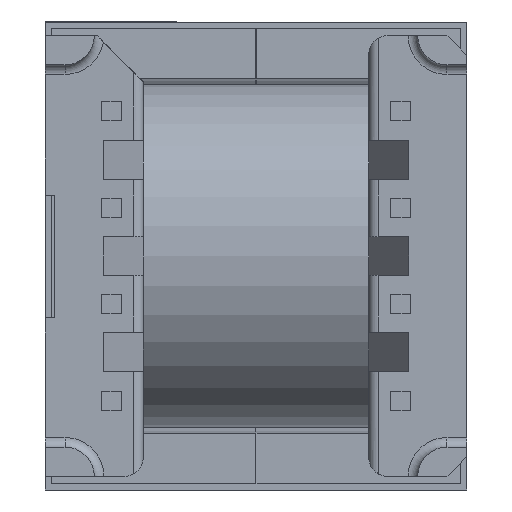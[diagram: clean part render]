
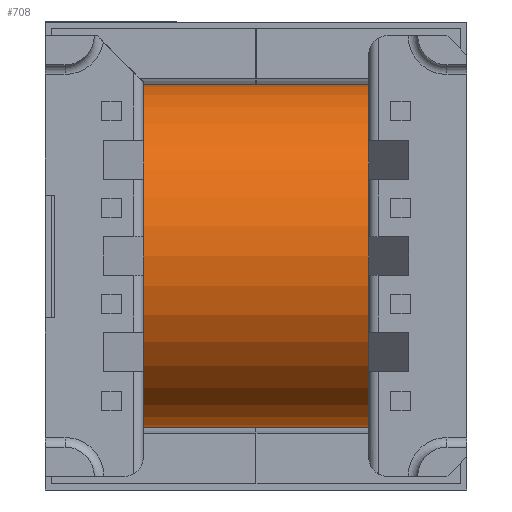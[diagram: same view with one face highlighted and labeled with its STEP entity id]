
A CAD part, front view. The second image highlights one B-rep face of the part: STEP entity #708.
In plain terms, the highlighted cylindrical face has radius 4.45 mm (diameter 8.9 mm), a partial arc.
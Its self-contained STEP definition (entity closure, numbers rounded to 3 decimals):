
#238 = EDGE_CURVE ( 'NONE', #6026, #617, #4391, .T. ) ;
#617 = VERTEX_POINT ( 'NONE', #3988 ) ;
#708 = ADVANCED_FACE ( 'NONE', ( #4394 ), #3117, .T. ) ;
#735 = DIRECTION ( 'NONE',  ( 0., 0., 1. ) ) ;
#803 = EDGE_CURVE ( 'NONE', #617, #5854, #2515, .T. ) ;
#834 = CARTESIAN_POINT ( 'NONE',  ( 0., 0., -5.84 ) ) ;
#877 = VERTEX_POINT ( 'NONE', #2859 ) ;
#1311 = DIRECTION ( 'NONE',  ( 1., 0., 0. ) ) ;
#1599 = ORIENTED_EDGE ( 'NONE', *, *, #803, .F. ) ;
#1700 = VECTOR ( 'NONE', #2180, 1000. ) ;
#1752 = DIRECTION ( 'NONE',  ( 0., 0., 1. ) ) ;
#2180 = DIRECTION ( 'NONE',  ( 0., 0., 1. ) ) ;
#2191 = EDGE_CURVE ( 'NONE', #877, #5854, #2928, .T. ) ;
#2215 = ORIENTED_EDGE ( 'NONE', *, *, #238, .F. ) ;
#2515 = CIRCLE ( 'NONE', #6029, 4.45 ) ;
#2859 = CARTESIAN_POINT ( 'NONE',  ( 4.45, 0., -5.84 ) ) ;
#2928 = LINE ( 'NONE', #5701, #3754 ) ;
#3117 = CYLINDRICAL_SURFACE ( 'NONE', #4402, 4.45 ) ;
#3126 = DIRECTION ( 'NONE',  ( 1., 0., 0. ) ) ;
#3258 = CARTESIAN_POINT ( 'NONE',  ( 0., 0., 0. ) ) ;
#3382 = DIRECTION ( 'NONE',  ( 1., 0., 0. ) ) ;
#3567 = ORIENTED_EDGE ( 'NONE', *, *, #2191, .T. ) ;
#3711 = DIRECTION ( 'NONE',  ( 0., 0., 1. ) ) ;
#3754 = VECTOR ( 'NONE', #735, 1000. ) ;
#3988 = CARTESIAN_POINT ( 'NONE',  ( -4.45, 0., 0. ) ) ;
#4178 = DIRECTION ( 'NONE',  ( 0., 0., 1. ) ) ;
#4320 = EDGE_LOOP ( 'NONE', ( #2215, #4834, #3567, #1599 ) ) ;
#4391 = LINE ( 'NONE', #5928, #1700 ) ;
#4394 = FACE_OUTER_BOUND ( 'NONE', #4320, .T. ) ;
#4402 = AXIS2_PLACEMENT_3D ( 'NONE', #4652, #1752, #3126 ) ;
#4652 = CARTESIAN_POINT ( 'NONE',  ( 0., 0., -5.84 ) ) ;
#4834 = ORIENTED_EDGE ( 'NONE', *, *, #6236, .T. ) ;
#5701 = CARTESIAN_POINT ( 'NONE',  ( 4.45, 0., -5.84 ) ) ;
#5708 = AXIS2_PLACEMENT_3D ( 'NONE', #834, #4178, #1311 ) ;
#5739 = CIRCLE ( 'NONE', #5708, 4.45 ) ;
#5771 = CARTESIAN_POINT ( 'NONE',  ( 4.45, 0., 0. ) ) ;
#5854 = VERTEX_POINT ( 'NONE', #5771 ) ;
#5928 = CARTESIAN_POINT ( 'NONE',  ( -4.45, 0., -5.84 ) ) ;
#5967 = CARTESIAN_POINT ( 'NONE',  ( -4.45, 0., -5.84 ) ) ;
#6026 = VERTEX_POINT ( 'NONE', #5967 ) ;
#6029 = AXIS2_PLACEMENT_3D ( 'NONE', #3258, #3711, #3382 ) ;
#6236 = EDGE_CURVE ( 'NONE', #6026, #877, #5739, .T. ) ;
